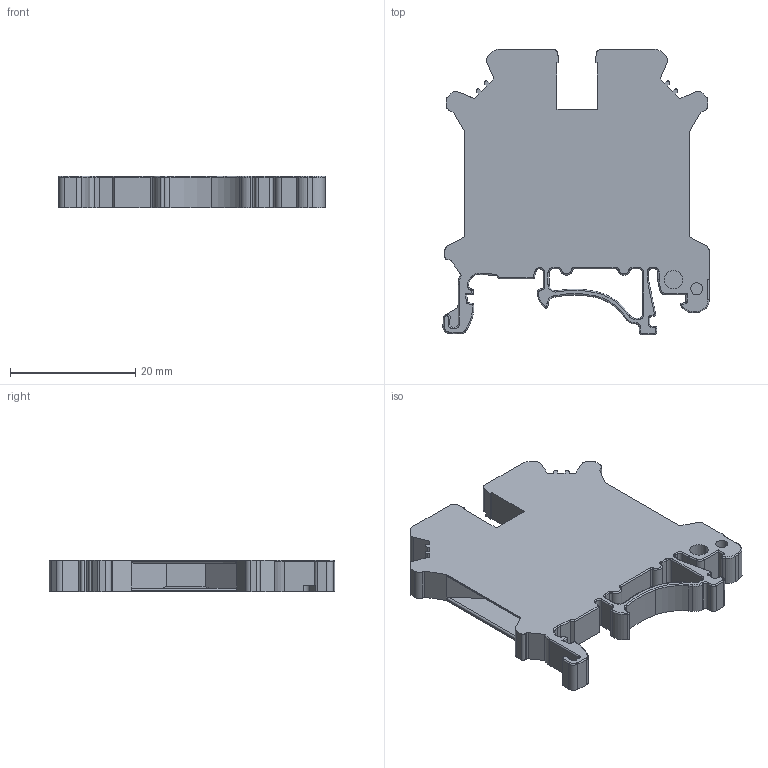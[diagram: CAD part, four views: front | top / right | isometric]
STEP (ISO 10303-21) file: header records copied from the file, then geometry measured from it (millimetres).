
FILE_DESCRIPTION(/* description */ (''),/* implementation_level */ '2;1');
FILE_NAME(/* name */ '303901.stp',/* time_stamp */ '2017-11-28T10:02:21+08:00',/* author */ (''),/* organization */ (''),/* preprocessor_version */ 'ST-DEVELOPER v14',/* originating_system */ 'SIEMENS PLM Software NX 8.0',/* authorisation */ '');
FILE_SCHEMA (('CONFIG_CONTROL_DESIGN'));
Length unit declared in the file: millimetre
Products named in the file (1): sp1212t1001_stp
Bounding box: 42.53 x 45.65 x 5.1 mm (x, y, z)
Volume: 6153.2 mm3; surface area: 4472.5 mm2
Topology: 1 solids, 1 shells, 310 faces, 815 edges, 511 vertices
Faces by surface type: cylinder 132, plane 124, torus 46, sphere 3, bspline 3, extrusion 2
Entity records: 9769 total; most frequent: CARTESIAN_POINT 1804, DIRECTION 1740, ORIENTED_EDGE 1630, EDGE_CURVE 815, AXIS2_PLACEMENT_3D 625, VERTEX_POINT 511, VECTOR 490, LINE 488
